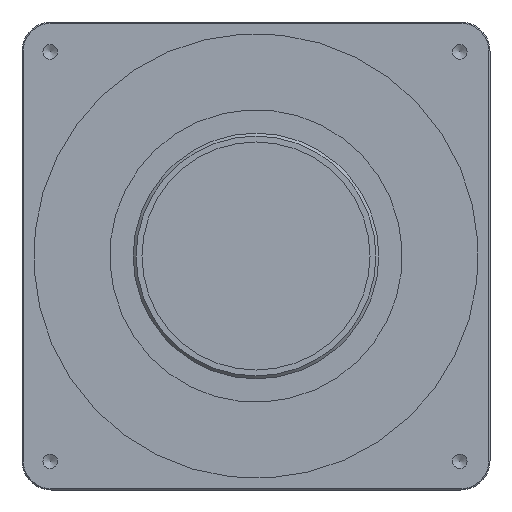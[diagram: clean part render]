
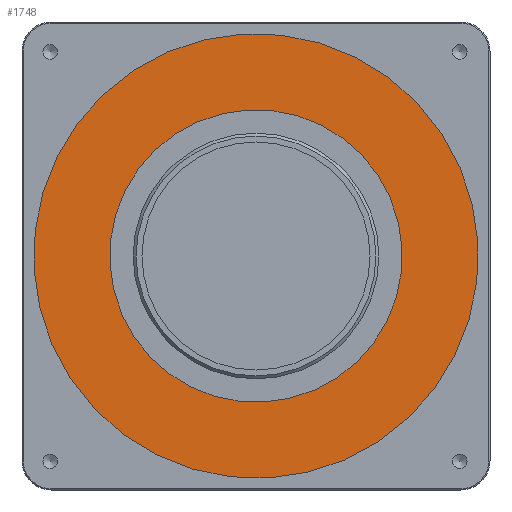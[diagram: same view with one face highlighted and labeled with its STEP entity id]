
A CAD part, front view. The second image highlights one B-rep face of the part: STEP entity #1748.
In plain terms, the highlighted planar face has unit normal (0, -1, 0).
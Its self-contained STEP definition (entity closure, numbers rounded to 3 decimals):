
#85 = EDGE_LOOP ( 'NONE', ( #1648 ) ) ;
#217 = CIRCLE ( 'NONE', #1536, 25. ) ;
#365 = VERTEX_POINT ( 'NONE', #1941 ) ;
#744 = PLANE ( 'NONE',  #2691 ) ;
#1024 = CARTESIAN_POINT ( 'NONE',  ( 17.301, -58.395, 0. ) ) ;
#1209 = EDGE_LOOP ( 'NONE', ( #1223 ) ) ;
#1223 = ORIENTED_EDGE ( 'NONE', *, *, #1958, .T. ) ;
#1273 = DIRECTION ( 'NONE',  ( 0., 1., 0. ) ) ;
#1472 = FACE_BOUND ( 'NONE', #1209, .T. ) ;
#1536 = AXIS2_PLACEMENT_3D ( 'NONE', #2348, #2676, #3413 ) ;
#1648 = ORIENTED_EDGE ( 'NONE', *, *, #2213, .F. ) ;
#1650 = CIRCLE ( 'NONE', #2799, 38. ) ;
#1748 = ADVANCED_FACE ( 'NONE', ( #1749, #1472 ), #744, .F. ) ;
#1749 = FACE_OUTER_BOUND ( 'NONE', #85, .T. ) ;
#1941 = CARTESIAN_POINT ( 'NONE',  ( 15.819, -58.395, 24.956 ) ) ;
#1958 = EDGE_CURVE ( 'NONE', #365, #365, #217, .T. ) ;
#2067 = DIRECTION ( 'NONE',  ( -0.059, 0., 0.998 ) ) ;
#2213 = EDGE_CURVE ( 'NONE', #3272, #3272, #1650, .T. ) ;
#2348 = CARTESIAN_POINT ( 'NONE',  ( 17.301, -58.395, 0. ) ) ;
#2676 = DIRECTION ( 'NONE',  ( 0., 1., 0. ) ) ;
#2691 = AXIS2_PLACEMENT_3D ( 'NONE', #3064, #2780, #2855 ) ;
#2780 = DIRECTION ( 'NONE',  ( 0., 1., 0. ) ) ;
#2799 = AXIS2_PLACEMENT_3D ( 'NONE', #1024, #1273, #2067 ) ;
#2855 = DIRECTION ( 'NONE',  ( -0.059, 0., 0.998 ) ) ;
#3064 = CARTESIAN_POINT ( 'NONE',  ( 17.301, -58.395, 0. ) ) ;
#3272 = VERTEX_POINT ( 'NONE', #3324 ) ;
#3324 = CARTESIAN_POINT ( 'NONE',  ( 15.049, -58.395, 37.933 ) ) ;
#3413 = DIRECTION ( 'NONE',  ( -0.059, 0., 0.998 ) ) ;
